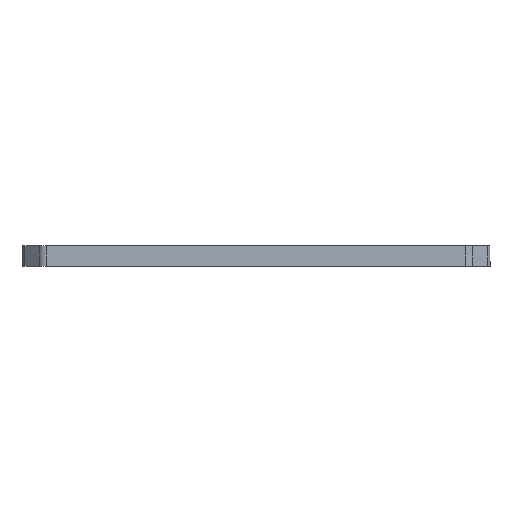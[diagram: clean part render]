
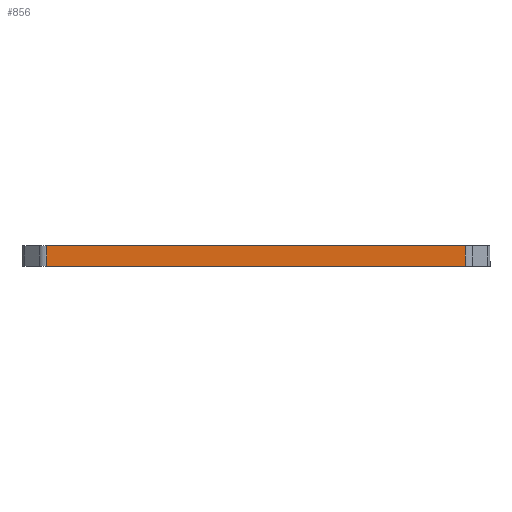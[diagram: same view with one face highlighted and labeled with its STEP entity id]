
A CAD part, left-side view. The second image highlights one B-rep face of the part: STEP entity #856.
In plain terms, the highlighted planar face has unit normal (-1, 0, 0).
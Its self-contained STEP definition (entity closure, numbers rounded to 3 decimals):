
#20 = FACE_OUTER_BOUND ( 'NONE', #1310, .T. ) ;
#39 = EDGE_CURVE ( 'NONE', #747, #2453, #569, .T. ) ;
#131 = VECTOR ( 'NONE', #194, 1000. ) ;
#194 = DIRECTION ( 'NONE',  ( 0., -1., 0. ) ) ;
#240 = AXIS2_PLACEMENT_3D ( 'NONE', #782, #1337, #839 ) ;
#242 = ORIENTED_EDGE ( 'NONE', *, *, #39, .F. ) ;
#569 = LINE ( 'NONE', #1161, #1864 ) ;
#747 = VERTEX_POINT ( 'NONE', #977 ) ;
#782 = CARTESIAN_POINT ( 'NONE',  ( -31., -28.889, 0. ) ) ;
#811 = DIRECTION ( 'NONE',  ( 0., 0., 1. ) ) ;
#839 = DIRECTION ( 'NONE',  ( 0., 0., -1. ) ) ;
#856 = ADVANCED_FACE ( 'NONE', ( #20 ), #2277, .F. ) ;
#977 = CARTESIAN_POINT ( 'NONE',  ( -31., 14.586, 0. ) ) ;
#1154 = ORIENTED_EDGE ( 'NONE', *, *, #1535, .T. ) ;
#1161 = CARTESIAN_POINT ( 'NONE',  ( -31., -13.889, 0. ) ) ;
#1212 = DIRECTION ( 'NONE',  ( 0., 0., -1. ) ) ;
#1261 = CARTESIAN_POINT ( 'NONE',  ( -31., -26.475, 0. ) ) ;
#1310 = EDGE_LOOP ( 'NONE', ( #2736, #1154, #242, #2032 ) ) ;
#1337 = DIRECTION ( 'NONE',  ( 1., 0., 0. ) ) ;
#1395 = CARTESIAN_POINT ( 'NONE',  ( -31., -26.475, -2. ) ) ;
#1535 = EDGE_CURVE ( 'NONE', #2294, #2453, #2814, .T. ) ;
#1583 = CARTESIAN_POINT ( 'NONE',  ( -31., -26.475, 0. ) ) ;
#1671 = CARTESIAN_POINT ( 'NONE',  ( -31., 14.586, -2. ) ) ;
#1692 = DIRECTION ( 'NONE',  ( 0., -1., 0. ) ) ;
#1713 = VERTEX_POINT ( 'NONE', #3054 ) ;
#1864 = VECTOR ( 'NONE', #1692, 1000. ) ;
#1882 = CARTESIAN_POINT ( 'NONE',  ( -31., -28.889, -2. ) ) ;
#1953 = VECTOR ( 'NONE', #811, 1000. ) ;
#2032 = ORIENTED_EDGE ( 'NONE', *, *, #2395, .T. ) ;
#2277 = PLANE ( 'NONE',  #240 ) ;
#2280 = EDGE_CURVE ( 'NONE', #1713, #2294, #2500, .T. ) ;
#2294 = VERTEX_POINT ( 'NONE', #1395 ) ;
#2395 = EDGE_CURVE ( 'NONE', #747, #1713, #2456, .T. ) ;
#2453 = VERTEX_POINT ( 'NONE', #1261 ) ;
#2456 = LINE ( 'NONE', #1671, #3040 ) ;
#2500 = LINE ( 'NONE', #1882, #131 ) ;
#2736 = ORIENTED_EDGE ( 'NONE', *, *, #2280, .T. ) ;
#2814 = LINE ( 'NONE', #1583, #1953 ) ;
#3040 = VECTOR ( 'NONE', #1212, 1000. ) ;
#3054 = CARTESIAN_POINT ( 'NONE',  ( -31., 14.586, -2. ) ) ;
